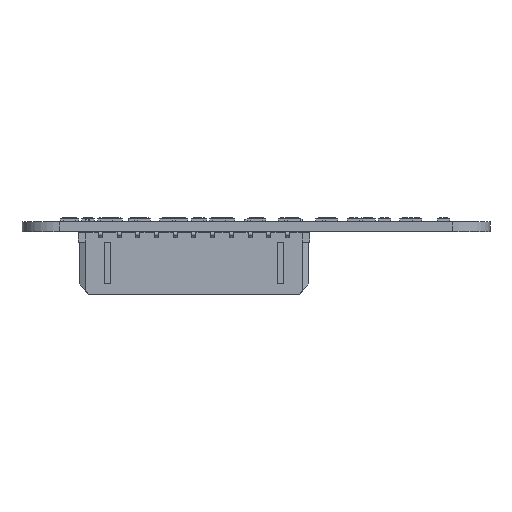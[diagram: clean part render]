
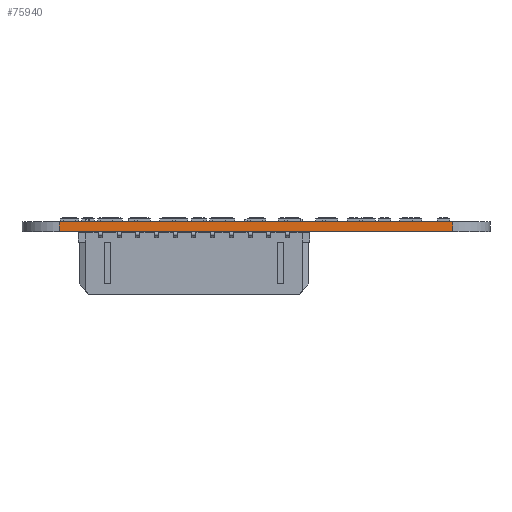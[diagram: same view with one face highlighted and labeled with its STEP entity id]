
A CAD part, front view. The second image highlights one B-rep face of the part: STEP entity #75940.
In plain terms, the highlighted planar face has unit normal (0, -1, 0).
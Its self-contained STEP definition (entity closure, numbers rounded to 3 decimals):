
#74885 = VERTEX_POINT('',#74886);
#74886 = CARTESIAN_POINT('',(130.5,-202.,0.));
#74893 = EDGE_CURVE('',#74894,#74885,#74896,.T.);
#74894 = VERTEX_POINT('',#74895);
#74895 = CARTESIAN_POINT('',(193.5,-202.,0.));
#74896 = LINE('',#74897,#74898);
#74897 = CARTESIAN_POINT('',(193.5,-202.,0.));
#74898 = VECTOR('',#74899,1.);
#74899 = DIRECTION('',(-1.,0.,0.));
#75399 = VERTEX_POINT('',#75400);
#75400 = CARTESIAN_POINT('',(130.5,-202.,1.6));
#75407 = EDGE_CURVE('',#75408,#75399,#75410,.T.);
#75408 = VERTEX_POINT('',#75409);
#75409 = CARTESIAN_POINT('',(193.5,-202.,1.6));
#75410 = LINE('',#75411,#75412);
#75411 = CARTESIAN_POINT('',(193.5,-202.,1.6));
#75412 = VECTOR('',#75413,1.);
#75413 = DIRECTION('',(-1.,0.,0.));
#75912 = EDGE_CURVE('',#74894,#75408,#75913,.T.);
#75913 = LINE('',#75914,#75915);
#75914 = CARTESIAN_POINT('',(193.5,-202.,0.));
#75915 = VECTOR('',#75916,1.);
#75916 = DIRECTION('',(0.,0.,1.));
#75940 = ADVANCED_FACE('',(#75941),#75952,.T.);
#75941 = FACE_BOUND('',#75942,.T.);
#75942 = EDGE_LOOP('',(#75943,#75944,#75945,#75951));
#75943 = ORIENTED_EDGE('',*,*,#75912,.T.);
#75944 = ORIENTED_EDGE('',*,*,#75407,.T.);
#75945 = ORIENTED_EDGE('',*,*,#75946,.F.);
#75946 = EDGE_CURVE('',#74885,#75399,#75947,.T.);
#75947 = LINE('',#75948,#75949);
#75948 = CARTESIAN_POINT('',(130.5,-202.,0.));
#75949 = VECTOR('',#75950,1.);
#75950 = DIRECTION('',(0.,0.,1.));
#75951 = ORIENTED_EDGE('',*,*,#74893,.F.);
#75952 = PLANE('',#75953);
#75953 = AXIS2_PLACEMENT_3D('',#75954,#75955,#75956);
#75954 = CARTESIAN_POINT('',(193.5,-202.,0.));
#75955 = DIRECTION('',(0.,-1.,0.));
#75956 = DIRECTION('',(-1.,0.,0.));
